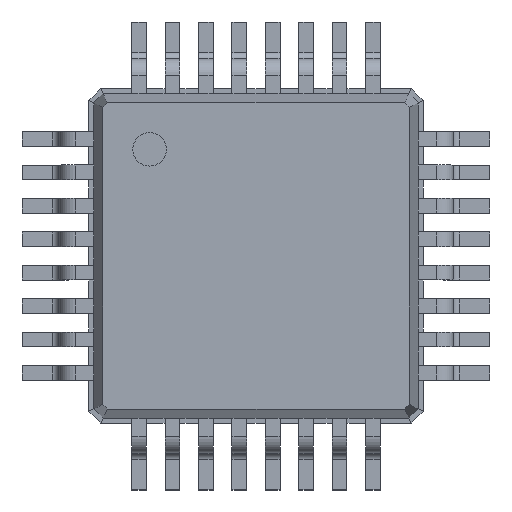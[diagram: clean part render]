
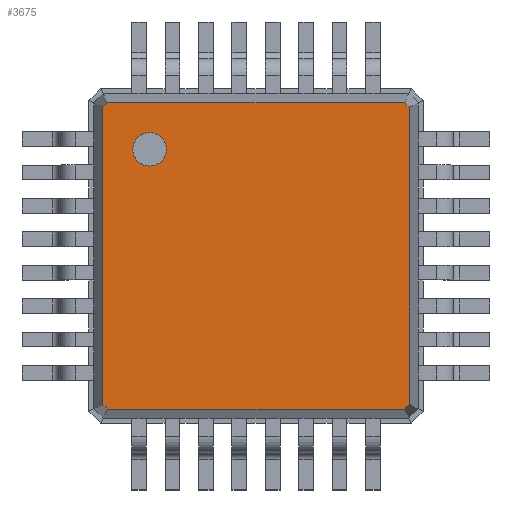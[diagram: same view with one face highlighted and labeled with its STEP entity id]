
A CAD part, top view. The second image highlights one B-rep face of the part: STEP entity #3675.
In plain terms, the highlighted planar face has unit normal (0, 0, 1).
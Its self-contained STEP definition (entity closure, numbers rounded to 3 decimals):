
#1430 = VERTEX_POINT('',#1431);
#1431 = CARTESIAN_POINT('',(2.292,-2.221,1.5));
#1436 = EDGE_CURVE('',#1437,#1430,#1439,.T.);
#1437 = VERTEX_POINT('',#1438);
#1438 = CARTESIAN_POINT('',(2.292,2.221,1.5));
#1439 = LINE('',#1440,#1441);
#1440 = CARTESIAN_POINT('',(2.292,2.221,1.5));
#1441 = VECTOR('',#1442,1.);
#1442 = DIRECTION('',(0.,-1.,0.));
#3639 = EDGE_CURVE('',#3640,#1437,#3642,.T.);
#3640 = VERTEX_POINT('',#3641);
#3641 = CARTESIAN_POINT('',(2.221,2.292,1.5));
#3642 = LINE('',#3643,#3644);
#3643 = CARTESIAN_POINT('',(2.221,2.292,1.5));
#3644 = VECTOR('',#3645,1.);
#3645 = DIRECTION('',(0.707,-0.707,0.));
#3675 = ADVANCED_FACE('',(#3676,#3726),#3737,.T.);
#3676 = FACE_BOUND('',#3677,.T.);
#3677 = EDGE_LOOP('',(#3678,#3686,#3694,#3702,#3710,#3718,#3724,#3725));
#3678 = ORIENTED_EDGE('',*,*,#3679,.F.);
#3679 = EDGE_CURVE('',#3680,#3640,#3682,.T.);
#3680 = VERTEX_POINT('',#3681);
#3681 = CARTESIAN_POINT('',(-2.221,2.292,1.5));
#3682 = LINE('',#3683,#3684);
#3683 = CARTESIAN_POINT('',(-2.221,2.292,1.5));
#3684 = VECTOR('',#3685,1.);
#3685 = DIRECTION('',(1.,0.,0.));
#3686 = ORIENTED_EDGE('',*,*,#3687,.F.);
#3687 = EDGE_CURVE('',#3688,#3680,#3690,.T.);
#3688 = VERTEX_POINT('',#3689);
#3689 = CARTESIAN_POINT('',(-2.292,2.221,1.5));
#3690 = LINE('',#3691,#3692);
#3691 = CARTESIAN_POINT('',(-2.292,2.221,1.5));
#3692 = VECTOR('',#3693,1.);
#3693 = DIRECTION('',(0.707,0.707,0.));
#3694 = ORIENTED_EDGE('',*,*,#3695,.F.);
#3695 = EDGE_CURVE('',#3696,#3688,#3698,.T.);
#3696 = VERTEX_POINT('',#3697);
#3697 = CARTESIAN_POINT('',(-2.292,-2.221,1.5));
#3698 = LINE('',#3699,#3700);
#3699 = CARTESIAN_POINT('',(-2.292,-2.221,1.5));
#3700 = VECTOR('',#3701,1.);
#3701 = DIRECTION('',(0.,1.,0.));
#3702 = ORIENTED_EDGE('',*,*,#3703,.F.);
#3703 = EDGE_CURVE('',#3704,#3696,#3706,.T.);
#3704 = VERTEX_POINT('',#3705);
#3705 = CARTESIAN_POINT('',(-2.221,-2.292,1.5));
#3706 = LINE('',#3707,#3708);
#3707 = CARTESIAN_POINT('',(-2.221,-2.292,1.5));
#3708 = VECTOR('',#3709,1.);
#3709 = DIRECTION('',(-0.707,0.707,0.));
#3710 = ORIENTED_EDGE('',*,*,#3711,.F.);
#3711 = EDGE_CURVE('',#3712,#3704,#3714,.T.);
#3712 = VERTEX_POINT('',#3713);
#3713 = CARTESIAN_POINT('',(2.221,-2.292,1.5));
#3714 = LINE('',#3715,#3716);
#3715 = CARTESIAN_POINT('',(2.221,-2.292,1.5));
#3716 = VECTOR('',#3717,1.);
#3717 = DIRECTION('',(-1.,0.,0.));
#3718 = ORIENTED_EDGE('',*,*,#3719,.F.);
#3719 = EDGE_CURVE('',#1430,#3712,#3720,.T.);
#3720 = LINE('',#3721,#3722);
#3721 = CARTESIAN_POINT('',(2.292,-2.221,1.5));
#3722 = VECTOR('',#3723,1.);
#3723 = DIRECTION('',(-0.707,-0.707,0.));
#3724 = ORIENTED_EDGE('',*,*,#1436,.F.);
#3725 = ORIENTED_EDGE('',*,*,#3639,.F.);
#3726 = FACE_BOUND('',#3727,.T.);
#3727 = EDGE_LOOP('',(#3728));
#3728 = ORIENTED_EDGE('',*,*,#3729,.F.);
#3729 = EDGE_CURVE('',#3730,#3730,#3732,.T.);
#3730 = VERTEX_POINT('',#3731);
#3731 = CARTESIAN_POINT('',(-1.592,1.342,1.5));
#3732 = CIRCLE('',#3733,0.25);
#3733 = AXIS2_PLACEMENT_3D('',#3734,#3735,#3736);
#3734 = CARTESIAN_POINT('',(-1.592,1.592,1.5));
#3735 = DIRECTION('',(0.,0.,1.));
#3736 = DIRECTION('',(0.,-1.,0.));
#3737 = PLANE('',#3738);
#3738 = AXIS2_PLACEMENT_3D('',#3739,#3740,#3741);
#3739 = CARTESIAN_POINT('',(-2.221,2.292,1.5));
#3740 = DIRECTION('',(0.,0.,1.));
#3741 = DIRECTION('',(0.696,-0.718,0.));
